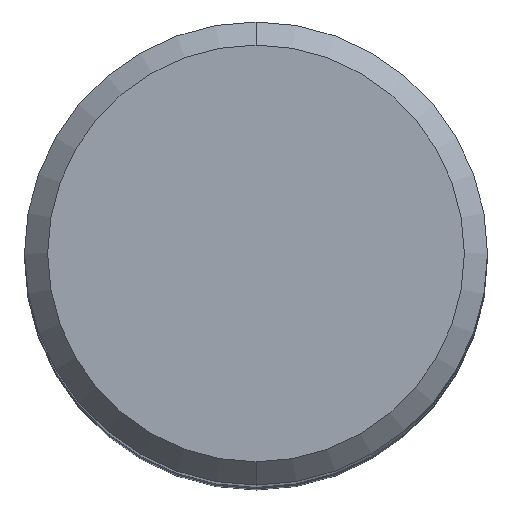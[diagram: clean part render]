
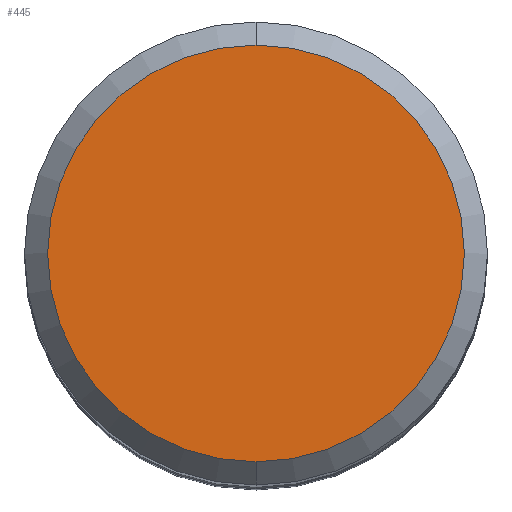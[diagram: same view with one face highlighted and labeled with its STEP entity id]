
A CAD part, top view. The second image highlights one B-rep face of the part: STEP entity #445.
In plain terms, the highlighted planar face has unit normal (0, 0, 1).
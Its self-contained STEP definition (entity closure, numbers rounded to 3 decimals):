
#283=VERTEX_POINT('',#619);
#337=VERTEX_POINT('',#678);
#347=EDGE_CURVE('',#337,#283,#688,.T.);
#427=EDGE_CURVE('',#283,#337,#776,.T.);
#445=ADVANCED_FACE('',(#796),#797,.T.);
#619=CARTESIAN_POINT('',(0.0,9.0,0.0));
#678=CARTESIAN_POINT('',(0.,-9.0,0.0));
#688=CIRCLE('',#1368,9.0);
#776=CIRCLE('',#1516,9.0);
#796=FACE_OUTER_BOUND('',#1598,.T.);
#797=PLANE('',#1599);
#1368=AXIS2_PLACEMENT_3D('',#1902,#1903,#1904);
#1516=AXIS2_PLACEMENT_3D('',#1992,#1993,#1994);
#1598=EDGE_LOOP('',(#2018,#2019));
#1599=AXIS2_PLACEMENT_3D('',#2020,#2021,#2022);
#1902=CARTESIAN_POINT('',(0.0,0.0,0.0));
#1903=DIRECTION('',(0.0,0.0,-1.0));
#1904=DIRECTION('',(0.0,1.0,0.0));
#1992=CARTESIAN_POINT('',(0.0,0.0,0.0));
#1993=DIRECTION('',(0.0,0.0,-1.0));
#1994=DIRECTION('',(0.0,1.0,0.0));
#2018=ORIENTED_EDGE('',*,*,#427,.F.);
#2019=ORIENTED_EDGE('',*,*,#347,.F.);
#2020=CARTESIAN_POINT('',(0.0,4.5,0.0));
#2021=DIRECTION('',(-0.0,0.0,1.0));
#2022=DIRECTION('',(0.0,-1.0,0.0));
